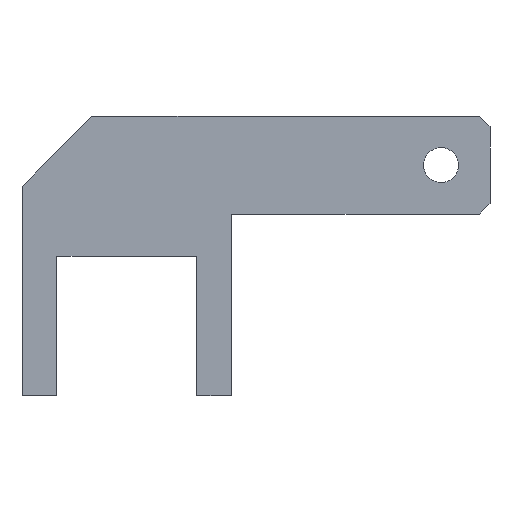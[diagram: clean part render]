
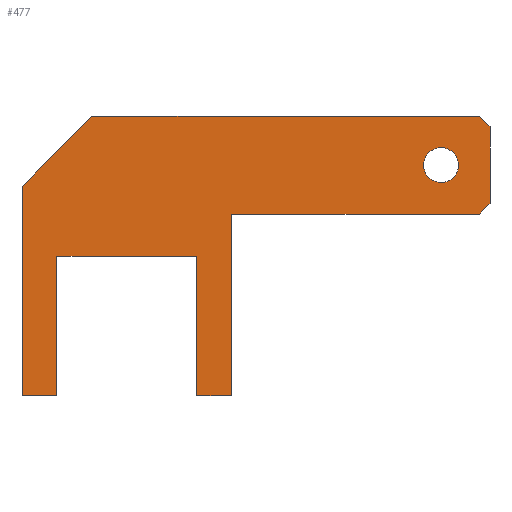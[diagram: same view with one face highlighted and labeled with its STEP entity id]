
A CAD part, front view. The second image highlights one B-rep face of the part: STEP entity #477.
In plain terms, the highlighted planar face has unit normal (0, -1, 0).
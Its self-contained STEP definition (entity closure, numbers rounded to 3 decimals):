
#146 = VERTEX_POINT('',#147);
#147 = CARTESIAN_POINT('',(2.,-0.8,8.));
#153 = EDGE_CURVE('',#146,#154,#156,.T.);
#154 = VERTEX_POINT('',#155);
#155 = CARTESIAN_POINT('',(13.1,-0.8,8.));
#156 = LINE('',#157,#158);
#157 = CARTESIAN_POINT('',(0.,-0.8,8.));
#158 = VECTOR('',#159,1.);
#159 = DIRECTION('',(1.,0.,0.));
#177 = EDGE_CURVE('',#154,#178,#180,.T.);
#178 = VERTEX_POINT('',#179);
#179 = CARTESIAN_POINT('',(13.4,-0.8,7.7));
#180 = LINE('',#181,#182);
#181 = CARTESIAN_POINT('',(12.109,-0.8,8.991));
#182 = VECTOR('',#183,1.);
#183 = DIRECTION('',(0.707,0.,-0.707)
  );
#201 = VERTEX_POINT('',#202);
#202 = CARTESIAN_POINT('',(0.,-0.8,6.));
#208 = EDGE_CURVE('',#201,#146,#209,.T.);
#209 = LINE('',#210,#211);
#210 = CARTESIAN_POINT('',(1.633,-0.8,7.633));
#211 = VECTOR('',#212,1.);
#212 = DIRECTION('',(0.707,0.,0.707));
#225 = EDGE_CURVE('',#178,#226,#228,.T.);
#226 = VERTEX_POINT('',#227);
#227 = CARTESIAN_POINT('',(13.4,-0.8,5.5));
#228 = LINE('',#229,#230);
#229 = CARTESIAN_POINT('',(13.4,-0.8,8.));
#230 = VECTOR('',#231,1.);
#231 = DIRECTION('',(0.,0.,-1.));
#249 = VERTEX_POINT('',#250);
#250 = CARTESIAN_POINT('',(0.,-0.8,0.));
#256 = EDGE_CURVE('',#249,#201,#257,.T.);
#257 = LINE('',#258,#259);
#258 = CARTESIAN_POINT('',(0.,-0.8,0.));
#259 = VECTOR('',#260,1.);
#260 = DIRECTION('',(0.,0.,1.));
#273 = EDGE_CURVE('',#226,#274,#276,.T.);
#274 = VERTEX_POINT('',#275);
#275 = CARTESIAN_POINT('',(13.1,-0.8,5.2));
#276 = LINE('',#277,#278);
#277 = CARTESIAN_POINT('',(11.233,-0.8,3.333));
#278 = VECTOR('',#279,1.);
#279 = DIRECTION('',(-0.707,0.,-0.707
    ));
#296 = VERTEX_POINT('',#297);
#297 = CARTESIAN_POINT('',(1.,-0.8,0.));
#303 = EDGE_CURVE('',#296,#249,#304,.T.);
#304 = LINE('',#305,#306);
#305 = CARTESIAN_POINT('',(1.,-0.8,0.));
#306 = VECTOR('',#307,1.);
#307 = DIRECTION('',(-1.,0.,0.));
#321 = EDGE_CURVE('',#274,#322,#324,.T.);
#322 = VERTEX_POINT('',#323);
#323 = CARTESIAN_POINT('',(6.,-0.8,5.2));
#324 = LINE('',#325,#326);
#325 = CARTESIAN_POINT('',(13.4,-0.8,5.2));
#326 = VECTOR('',#327,1.);
#327 = DIRECTION('',(-1.,0.,0.));
#344 = VERTEX_POINT('',#345);
#345 = CARTESIAN_POINT('',(1.,-0.8,4.));
#351 = EDGE_CURVE('',#344,#296,#352,.T.);
#352 = LINE('',#353,#354);
#353 = CARTESIAN_POINT('',(1.,-0.8,4.));
#354 = VECTOR('',#355,1.);
#355 = DIRECTION('',(0.,0.,-1.));
#368 = EDGE_CURVE('',#322,#369,#371,.T.);
#369 = VERTEX_POINT('',#370);
#370 = CARTESIAN_POINT('',(6.,-0.8,0.));
#371 = LINE('',#372,#373);
#372 = CARTESIAN_POINT('',(6.,-0.8,5.2));
#373 = VECTOR('',#374,1.);
#374 = DIRECTION('',(0.,0.,-1.));
#392 = VERTEX_POINT('',#393);
#393 = CARTESIAN_POINT('',(5.,-0.8,4.));
#399 = EDGE_CURVE('',#392,#344,#400,.T.);
#400 = LINE('',#401,#402);
#401 = CARTESIAN_POINT('',(5.,-0.8,4.));
#402 = VECTOR('',#403,1.);
#403 = DIRECTION('',(-1.,0.,0.));
#416 = EDGE_CURVE('',#369,#417,#419,.T.);
#417 = VERTEX_POINT('',#418);
#418 = CARTESIAN_POINT('',(5.,-0.8,0.));
#419 = LINE('',#420,#421);
#420 = CARTESIAN_POINT('',(6.,-0.8,0.));
#421 = VECTOR('',#422,1.);
#422 = DIRECTION('',(-1.,0.,0.));
#440 = EDGE_CURVE('',#417,#392,#441,.T.);
#441 = LINE('',#442,#443);
#442 = CARTESIAN_POINT('',(5.,-0.8,0.));
#443 = VECTOR('',#444,1.);
#444 = DIRECTION('',(0.,0.,1.));
#457 = VERTEX_POINT('',#458);
#458 = CARTESIAN_POINT('',(12.5,-0.8,6.6));
#464 = EDGE_CURVE('',#457,#457,#465,.T.);
#465 = CIRCLE('',#466,0.5);
#466 = AXIS2_PLACEMENT_3D('',#467,#468,#469);
#467 = CARTESIAN_POINT('',(12.,-0.8,6.6));
#468 = DIRECTION('',(0.,-1.,0.));
#469 = DIRECTION('',(1.,0.,0.));
#477 = ADVANCED_FACE('',(#478,#493),#496,.F.);
#478 = FACE_BOUND('',#479,.F.);
#479 = EDGE_LOOP('',(#480,#481,#482,#483,#484,#485,#486,#487,#488,#489,
    #490,#491,#492));
#480 = ORIENTED_EDGE('',*,*,#153,.T.);
#481 = ORIENTED_EDGE('',*,*,#177,.T.);
#482 = ORIENTED_EDGE('',*,*,#225,.T.);
#483 = ORIENTED_EDGE('',*,*,#273,.T.);
#484 = ORIENTED_EDGE('',*,*,#321,.T.);
#485 = ORIENTED_EDGE('',*,*,#368,.T.);
#486 = ORIENTED_EDGE('',*,*,#416,.T.);
#487 = ORIENTED_EDGE('',*,*,#440,.T.);
#488 = ORIENTED_EDGE('',*,*,#399,.T.);
#489 = ORIENTED_EDGE('',*,*,#351,.T.);
#490 = ORIENTED_EDGE('',*,*,#303,.T.);
#491 = ORIENTED_EDGE('',*,*,#256,.T.);
#492 = ORIENTED_EDGE('',*,*,#208,.T.);
#493 = FACE_BOUND('',#494,.F.);
#494 = EDGE_LOOP('',(#495));
#495 = ORIENTED_EDGE('',*,*,#464,.T.);
#496 = PLANE('',#497);
#497 = AXIS2_PLACEMENT_3D('',#498,#499,#500);
#498 = CARTESIAN_POINT('',(5.683,-0.8,4.847));
#499 = DIRECTION('',(0.,1.,0.));
#500 = DIRECTION('',(0.,0.,1.));
